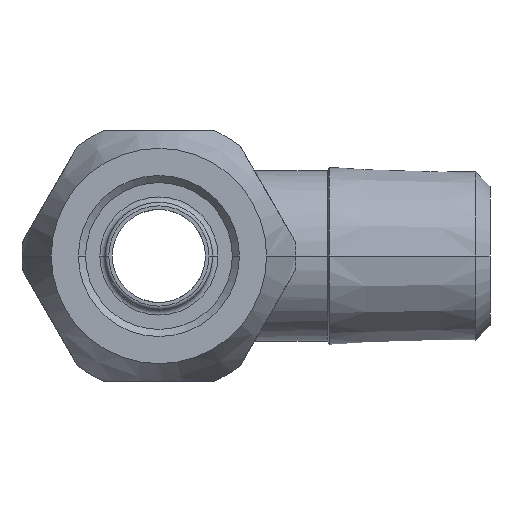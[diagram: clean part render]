
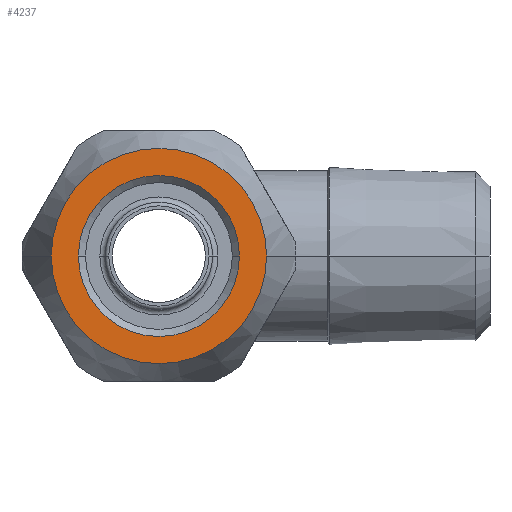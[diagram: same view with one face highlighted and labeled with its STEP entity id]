
A CAD part, left-side view. The second image highlights one B-rep face of the part: STEP entity #4237.
In plain terms, the highlighted planar face has unit normal (-1, 0, 0).
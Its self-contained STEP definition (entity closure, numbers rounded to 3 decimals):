
#1524=CARTESIAN_POINT('',(-22.5,0.,0.));
#1525=DIRECTION('',(-1.,0.,0.));
#1526=DIRECTION('',(0.,1.,0.));
#1527=AXIS2_PLACEMENT_3D('',#1524,#1525,#1526);
#1538=CARTESIAN_POINT('',(-22.5,0.,0.));
#1539=DIRECTION('',(1.,0.,0.));
#1540=DIRECTION('',(0.,1.,0.));
#1541=AXIS2_PLACEMENT_3D('',#1538,#1539,#1540);
#1547=CARTESIAN_POINT('',(-22.5,0.,0.));
#1548=DIRECTION('',(-1.,0.,0.));
#1549=DIRECTION('',(0.,1.,0.));
#1550=AXIS2_PLACEMENT_3D('',#1547,#1548,#1549);
#1552=CARTESIAN_POINT('',(-22.5,0.,0.));
#1553=DIRECTION('',(1.,0.,0.));
#1554=DIRECTION('',(0.,1.,0.));
#1555=AXIS2_PLACEMENT_3D('',#1552,#1553,#1554);
#2114=CARTESIAN_POINT('',(-22.5,6.018,0.));
#2116=VERTEX_POINT('',#2114);
#2122=CARTESIAN_POINT('',(-22.5,-6.018,0.));
#2124=VERTEX_POINT('',#2122);
#2149=CARTESIAN_POINT('',(-22.5,4.5,0.));
#2150=CARTESIAN_POINT('',(-22.5,-4.5,0.));
#2151=VERTEX_POINT('',#2149);
#2152=VERTEX_POINT('',#2150);
#4222=CARTESIAN_POINT('',(-22.5,0.,0.));
#4223=DIRECTION('',(1.,0.,0.));
#4224=DIRECTION('',(0.,-1.,0.));
#4225=AXIS2_PLACEMENT_3D('',#4222,#4223,#4224);
#4226=PLANE('',#4225);
#4228=ORIENTED_EDGE('',*,*,#4227,.F.);
#4230=ORIENTED_EDGE('',*,*,#4229,.T.);
#4231=EDGE_LOOP('',(#4228,#4230));
#4232=FACE_OUTER_BOUND('',#4231,.F.);
#4233=ORIENTED_EDGE('',*,*,#4216,.F.);
#4234=ORIENTED_EDGE('',*,*,#4202,.T.);
#4235=EDGE_LOOP('',(#4233,#4234));
#4236=FACE_BOUND('',#4235,.F.);
#4237=ADVANCED_FACE('',(#4232,#4236),#4226,.F.);
#1528=CIRCLE('',#1527,4.5);
#1542=CIRCLE('',#1541,4.5);
#1551=CIRCLE('',#1550,6.018);
#1556=CIRCLE('',#1555,6.018);
#4202=EDGE_CURVE('',#2151,#2152,#1528,.T.);
#4216=EDGE_CURVE('',#2151,#2152,#1542,.T.);
#4227=EDGE_CURVE('',#2116,#2124,#1551,.T.);
#4229=EDGE_CURVE('',#2116,#2124,#1556,.T.);
